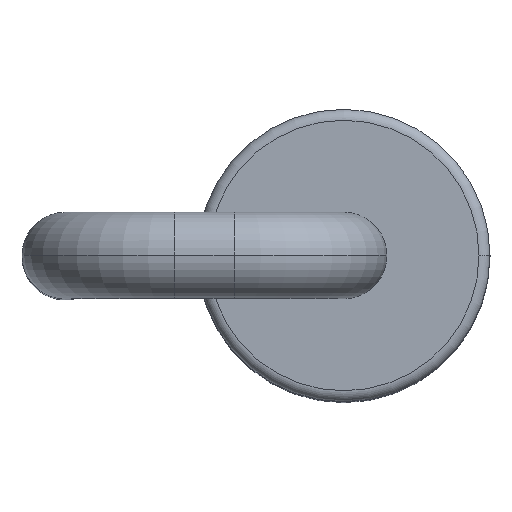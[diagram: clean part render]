
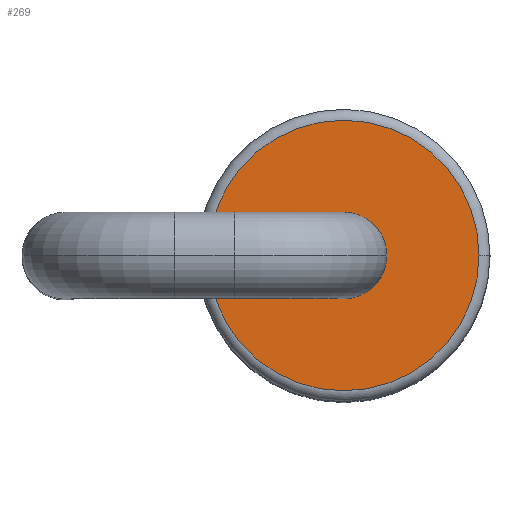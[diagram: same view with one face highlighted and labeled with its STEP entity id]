
A CAD part, top view. The second image highlights one B-rep face of the part: STEP entity #269.
In plain terms, the highlighted planar face has unit normal (0, 0, 1).
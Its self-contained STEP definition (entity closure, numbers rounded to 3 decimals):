
#1 = CARTESIAN_POINT ( 'NONE',  ( 2.504, 0., 7. ) ) ;
#38 = ORIENTED_EDGE ( 'NONE', *, *, #244, .F. ) ;
#39 = EDGE_LOOP ( 'NONE', ( #38, #267 ) ) ;
#46 = ORIENTED_EDGE ( 'NONE', *, *, #292, .T. ) ;
#47 = EDGE_CURVE ( 'NONE', #290, #293, #594, .T. ) ;
#48 = ORIENTED_EDGE ( 'NONE', *, *, #47, .T. ) ;
#89 = EDGE_CURVE ( 'NONE', #246, #245, #551, .T. ) ;
#244 = EDGE_CURVE ( 'NONE', #245, #246, #1105, .T. ) ;
#245 = VERTEX_POINT ( 'NONE', #1096 ) ;
#246 = VERTEX_POINT ( 'NONE', #1095 ) ;
#267 = ORIENTED_EDGE ( 'NONE', *, *, #89, .F. ) ;
#269 = ADVANCED_FACE ( 'NONE', ( #700, #677 ), #683, .T. ) ;
#270 = EDGE_LOOP ( 'NONE', ( #46, #48 ) ) ;
#290 = VERTEX_POINT ( 'NONE', #774 ) ;
#292 = EDGE_CURVE ( 'NONE', #293, #290, #728, .T. ) ;
#293 = VERTEX_POINT ( 'NONE', #1 ) ;
#427 = DIRECTION ( 'NONE',  ( 1., 0., 0. ) ) ;
#428 = DIRECTION ( 'NONE',  ( 0., 0., 1. ) ) ;
#429 = AXIS2_PLACEMENT_3D ( 'NONE', #593, #428, #427 ) ;
#542 = DIRECTION ( 'NONE',  ( 1., 0., 0. ) ) ;
#543 = DIRECTION ( 'NONE',  ( 0., 0., 1. ) ) ;
#544 = AXIS2_PLACEMENT_3D ( 'NONE', #552, #543, #542 ) ;
#551 = CIRCLE ( 'NONE', #544, 0.394 ) ;
#552 = CARTESIAN_POINT ( 'NONE',  ( 1.27, 0., 7. ) ) ;
#593 = CARTESIAN_POINT ( 'NONE',  ( 1.27, 0., 7. ) ) ;
#594 = CIRCLE ( 'NONE', #429, 1.233 ) ;
#677 = FACE_BOUND ( 'NONE', #39, .T. ) ;
#681 = CARTESIAN_POINT ( 'NONE',  ( 1.27, 0., 7. ) ) ;
#682 = AXIS2_PLACEMENT_3D ( 'NONE', #681, #703, #702 ) ;
#683 = PLANE ( 'NONE',  #682 ) ;
#700 = FACE_OUTER_BOUND ( 'NONE', #270, .T. ) ;
#702 = DIRECTION ( 'NONE',  ( 1., 0., 0. ) ) ;
#703 = DIRECTION ( 'NONE',  ( 0., 0., 1. ) ) ;
#717 = DIRECTION ( 'NONE',  ( 1., 0., 0. ) ) ;
#722 = CARTESIAN_POINT ( 'NONE',  ( 1.27, 0., 7. ) ) ;
#724 = DIRECTION ( 'NONE',  ( 0., 0., 1. ) ) ;
#725 = AXIS2_PLACEMENT_3D ( 'NONE', #722, #724, #717 ) ;
#728 = CIRCLE ( 'NONE', #725, 1.233 ) ;
#774 = CARTESIAN_POINT ( 'NONE',  ( 0.037, 0., 7. ) ) ;
#1095 = CARTESIAN_POINT ( 'NONE',  ( 1.664, 0., 7. ) ) ;
#1096 = CARTESIAN_POINT ( 'NONE',  ( 0.876, 0., 7. ) ) ;
#1097 = DIRECTION ( 'NONE',  ( 1., 0., 0. ) ) ;
#1098 = DIRECTION ( 'NONE',  ( 0., 0., 1. ) ) ;
#1099 = CARTESIAN_POINT ( 'NONE',  ( 1.27, 0., 7. ) ) ;
#1100 = AXIS2_PLACEMENT_3D ( 'NONE', #1099, #1098, #1097 ) ;
#1105 = CIRCLE ( 'NONE', #1100, 0.394 ) ;
